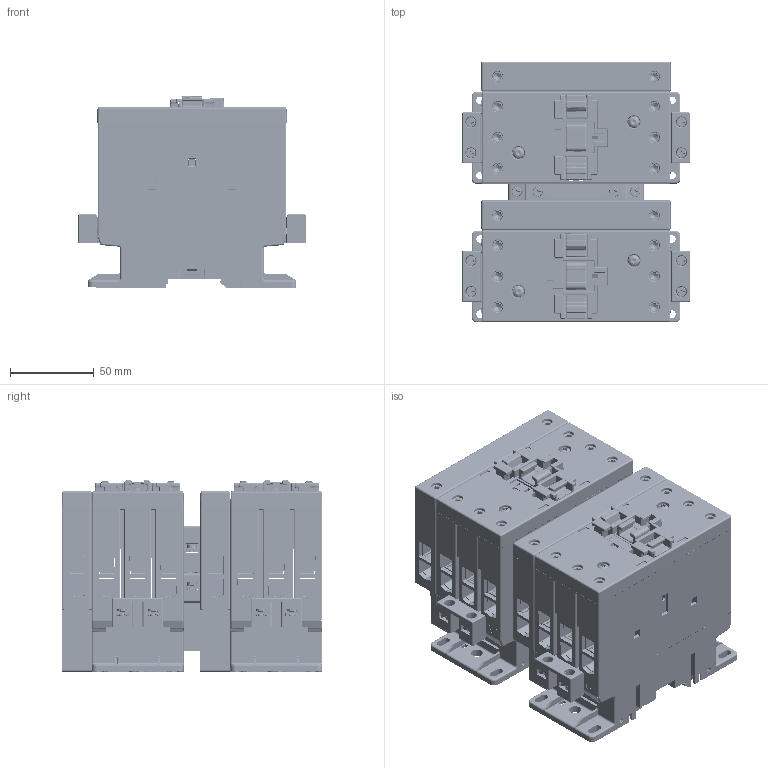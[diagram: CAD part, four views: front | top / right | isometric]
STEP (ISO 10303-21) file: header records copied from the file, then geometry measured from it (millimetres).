
FILE_DESCRIPTION(/* description */ (''),/* implementation_level */ '2;1');
FILE_NAME(/* name */ 'BFC80T4A230_CATALOG.stp',/* time_stamp */ '2020-07-24T07:57:20+02:00',/* author */ (''),/* organization */ (''),/* preprocessor_version */ 'ST-DEVELOPER v16',/* originating_system */ 'SIEMENS PLM Software NX 10.0',/* authorisation */ '');
FILE_SCHEMA (('AP203_CONFIGURATION_CONTROLLED_3D_DESIGN_OF_MECHANICAL_PARTS_AND_ASSEMBLIES_MIM_LF { 1 0 10303 403 2 1 2}'));
Products named in the file (1): BFC80T4A230_CATALOG
Bounding box: 136 x 156 x 114.58 mm (x, y, z)
Surface area: 261104.3 mm2 (no closed solid volume)
Topology: 0 solids, 349 shells, 4444 faces, 20617 edges, 15987 vertices
Faces by surface type: plane 2391, cylinder 1392, bspline 189, cone 182, sphere 169, torus 121
Full cylindrical faces by diameter (mm): 3 x4, 3.04 x4, 3.4 x4, 3.48 x8, 3.54 x8, 5.4 x2, 6 x2
Entity records: 217269 total; most frequent: CARTESIAN_POINT 56921, DIRECTION 32408, ORIENTED_EDGE 28621, EDGE_CURVE 20205, VERTEX_POINT 15928, LINE 13742, VECTOR 13742, AXIS2_PLACEMENT_3D 9333
